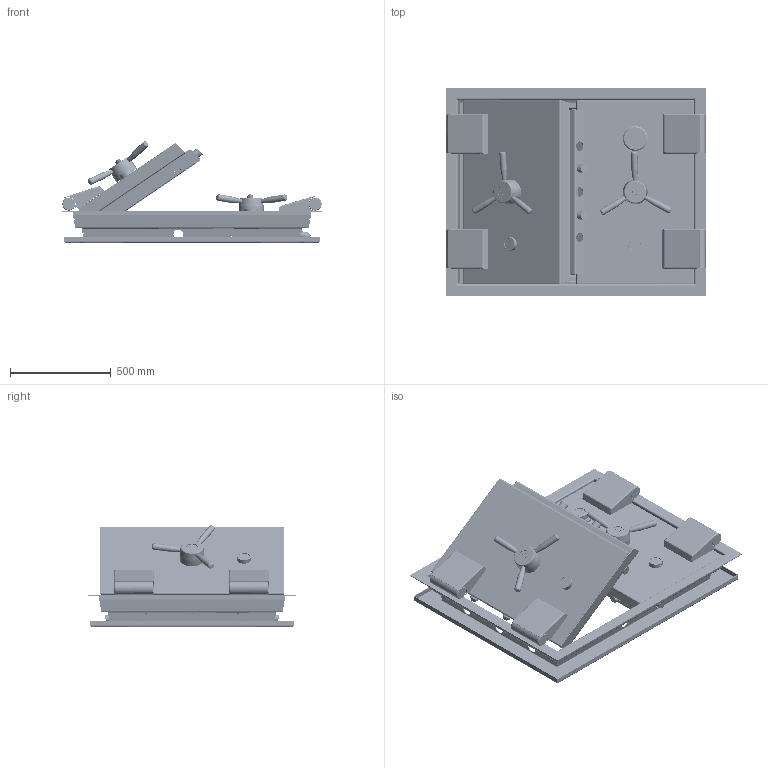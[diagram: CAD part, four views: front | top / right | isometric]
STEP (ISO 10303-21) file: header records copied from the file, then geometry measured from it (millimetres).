
FILE_DESCRIPTION(('FreeCAD Model'),'2;1');
FILE_NAME('Open CASCADE Shape Model','2025-04-27T18:16:18',('FreeCAD'),( 'FreeCAD'),'Open CASCADE STEP processor 7.6','FreeCAD','Unknown');
FILE_SCHEMA(('AUTOMOTIVE_DESIGN { 1 0 10303 214 1 1 1 1 }'));
Products named in the file (1): Open CASCADE STEP translator 7.6 1
Bounding box: 1292.27 x 1033.85 x 501.64 mm (x, y, z)
Volume: 28592219.9 mm3; surface area: 13063854.3 mm2
Topology: 107 solids, 107 shells, 3969 faces, 9904 edges, 6269 vertices
Faces by surface type: bspline 3969
Entity records: 172096 total; most frequent: CARTESIAN_POINT 114532, ORIENTED_EDGE 19728, EDGE_CURVE 9864, B_SPLINE_CURVE_WITH_KNOTS 6512, VERTEX_POINT 6269, FACE_BOUND 4475, EDGE_LOOP 4475, ADVANCED_FACE 3969
